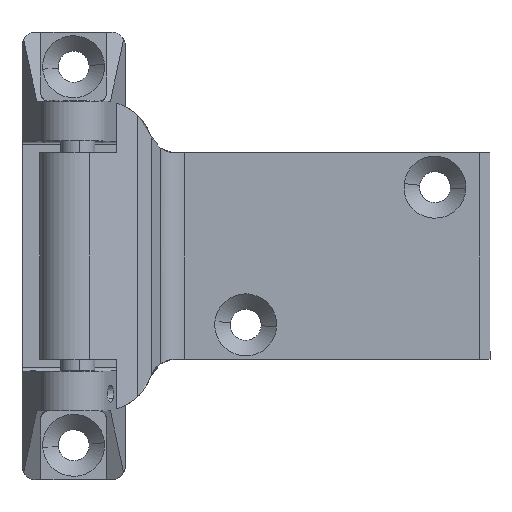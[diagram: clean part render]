
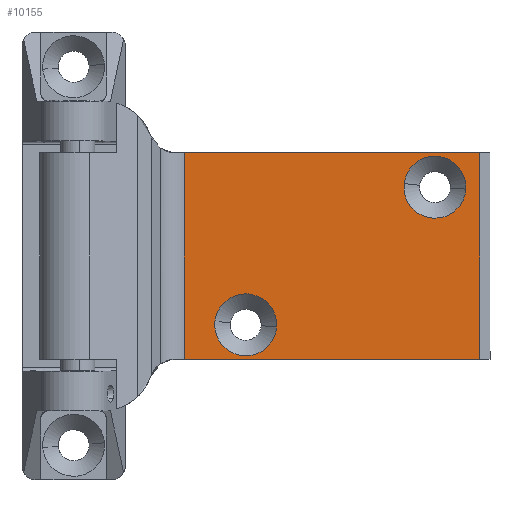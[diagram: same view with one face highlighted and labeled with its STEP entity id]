
A CAD part, front view. The second image highlights one B-rep face of the part: STEP entity #10155.
In plain terms, the highlighted free-form (B-spline) face has degree [1, 1] with [2, 2] control points.
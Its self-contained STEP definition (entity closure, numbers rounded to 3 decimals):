
#6434=CARTESIAN_POINT('',(96.063,9.8,21.062));
#6435=VERTEX_POINT('',#6434);
#6441=CARTESIAN_POINT('',(105.,9.8,11.));
#6442=VERTEX_POINT('',#6441);
#6443=CARTESIAN_POINT('',(96.063,9.8,21.062));
#6444=CARTESIAN_POINT('',(96.,9.8,20.533));
#6445=CARTESIAN_POINT('',(96.,9.8,20.));
#6446=CARTESIAN_POINT('',(96.,9.8,11.));
#6447=CARTESIAN_POINT('',(105.,9.8,11.));
#6455=(BOUNDED_CURVE()B_SPLINE_CURVE(2,(#6443,#6444,#6445,#6446,#6447),.UNSPECIFIED.,.F.,.U.)B_SPLINE_CURVE_WITH_KNOTS((3,2,3),(0.23,0.25,0.5),.UNSPECIFIED.)CURVE()GEOMETRIC_REPRESENTATION_ITEM()RATIONAL_B_SPLINE_CURVE((0.956,0.976,1.0,0.707,1.0))REPRESENTATION_ITEM(''));
#6456=EDGE_CURVE('',#6435,#6442,#6455,.T.);
#6458=CARTESIAN_POINT('',(113.983,9.8,19.451));
#6459=VERTEX_POINT('',#6458);
#6460=CARTESIAN_POINT('',(105.,9.8,11.));
#6461=CARTESIAN_POINT('',(113.466,9.8,11.));
#6462=CARTESIAN_POINT('',(113.983,9.8,19.451));
#6470=(BOUNDED_CURVE()B_SPLINE_CURVE(2,(#6460,#6461,#6462),.UNSPECIFIED.,.F.,.U.)B_SPLINE_CURVE_WITH_KNOTS((3,3),(0.5,0.739),.UNSPECIFIED.)CURVE()GEOMETRIC_REPRESENTATION_ITEM()RATIONAL_B_SPLINE_CURVE((1.0,0.72,0.976))REPRESENTATION_ITEM(''));
#6471=EDGE_CURVE('',#6442,#6459,#6470,.T.);
#6505=CARTESIAN_POINT('',(105.,9.8,29.));
#6506=VERTEX_POINT('',#6505);
#6507=CARTESIAN_POINT('',(113.983,9.8,19.451));
#6508=CARTESIAN_POINT('',(114.,9.8,19.725));
#6509=CARTESIAN_POINT('',(114.,9.8,20.));
#6510=CARTESIAN_POINT('',(114.,9.8,29.));
#6511=CARTESIAN_POINT('',(105.,9.8,29.));
#6519=(BOUNDED_CURVE()B_SPLINE_CURVE(2,(#6507,#6508,#6509,#6510,#6511),.UNSPECIFIED.,.F.,.U.)B_SPLINE_CURVE_WITH_KNOTS((3,2,3),(0.739,0.75,1.0),.UNSPECIFIED.)CURVE()GEOMETRIC_REPRESENTATION_ITEM()RATIONAL_B_SPLINE_CURVE((0.976,0.988,1.0,0.707,1.0))REPRESENTATION_ITEM(''));
#6520=EDGE_CURVE('',#6459,#6506,#6519,.T.);
#6522=CARTESIAN_POINT('',(105.,9.8,29.));
#6523=CARTESIAN_POINT('',(97.006,9.8,29.));
#6524=CARTESIAN_POINT('',(96.063,9.8,21.062));
#6532=(BOUNDED_CURVE()B_SPLINE_CURVE(2,(#6522,#6523,#6524),.UNSPECIFIED.,.F.,.U.)B_SPLINE_CURVE_WITH_KNOTS((3,3),(0.0,0.23),.UNSPECIFIED.)CURVE()GEOMETRIC_REPRESENTATION_ITEM()RATIONAL_B_SPLINE_CURVE((1.0,0.731,0.956))REPRESENTATION_ITEM(''));
#6533=EDGE_CURVE('',#6506,#6435,#6532,.T.);
#6778=CARTESIAN_POINT('',(41.063,9.8,-18.938));
#6779=VERTEX_POINT('',#6778);
#6785=CARTESIAN_POINT('',(50.,9.8,-29.));
#6786=VERTEX_POINT('',#6785);
#6787=CARTESIAN_POINT('',(41.063,9.8,-18.938));
#6788=CARTESIAN_POINT('',(41.,9.8,-19.467));
#6789=CARTESIAN_POINT('',(41.,9.8,-20.));
#6790=CARTESIAN_POINT('',(41.,9.8,-29.));
#6791=CARTESIAN_POINT('',(50.,9.8,-29.));
#6799=(BOUNDED_CURVE()B_SPLINE_CURVE(2,(#6787,#6788,#6789,#6790,#6791),.UNSPECIFIED.,.F.,.U.)B_SPLINE_CURVE_WITH_KNOTS((3,2,3),(0.23,0.25,0.5),.UNSPECIFIED.)CURVE()GEOMETRIC_REPRESENTATION_ITEM()RATIONAL_B_SPLINE_CURVE((0.956,0.976,1.0,0.707,1.0))REPRESENTATION_ITEM(''));
#6800=EDGE_CURVE('',#6779,#6786,#6799,.T.);
#6802=CARTESIAN_POINT('',(58.983,9.8,-20.549));
#6803=VERTEX_POINT('',#6802);
#6804=CARTESIAN_POINT('',(50.,9.8,-29.));
#6805=CARTESIAN_POINT('',(58.466,9.8,-29.));
#6806=CARTESIAN_POINT('',(58.983,9.8,-20.549));
#6814=(BOUNDED_CURVE()B_SPLINE_CURVE(2,(#6804,#6805,#6806),.UNSPECIFIED.,.F.,.U.)B_SPLINE_CURVE_WITH_KNOTS((3,3),(0.5,0.739),.UNSPECIFIED.)CURVE()GEOMETRIC_REPRESENTATION_ITEM()RATIONAL_B_SPLINE_CURVE((1.0,0.72,0.976))REPRESENTATION_ITEM(''));
#6815=EDGE_CURVE('',#6786,#6803,#6814,.T.);
#6849=CARTESIAN_POINT('',(50.,9.8,-11.));
#6850=VERTEX_POINT('',#6849);
#6851=CARTESIAN_POINT('',(58.983,9.8,-20.549));
#6852=CARTESIAN_POINT('',(59.,9.8,-20.275));
#6853=CARTESIAN_POINT('',(59.,9.8,-20.));
#6854=CARTESIAN_POINT('',(59.,9.8,-11.));
#6855=CARTESIAN_POINT('',(50.,9.8,-11.));
#6863=(BOUNDED_CURVE()B_SPLINE_CURVE(2,(#6851,#6852,#6853,#6854,#6855),.UNSPECIFIED.,.F.,.U.)B_SPLINE_CURVE_WITH_KNOTS((3,2,3),(0.739,0.75,1.0),.UNSPECIFIED.)CURVE()GEOMETRIC_REPRESENTATION_ITEM()RATIONAL_B_SPLINE_CURVE((0.976,0.988,1.0,0.707,1.0))REPRESENTATION_ITEM(''));
#6864=EDGE_CURVE('',#6803,#6850,#6863,.T.);
#6866=CARTESIAN_POINT('',(50.,9.8,-11.));
#6867=CARTESIAN_POINT('',(42.006,9.8,-11.));
#6868=CARTESIAN_POINT('',(41.063,9.8,-18.938));
#6876=(BOUNDED_CURVE()B_SPLINE_CURVE(2,(#6866,#6867,#6868),.UNSPECIFIED.,.F.,.U.)B_SPLINE_CURVE_WITH_KNOTS((3,3),(0.0,0.23),.UNSPECIFIED.)CURVE()GEOMETRIC_REPRESENTATION_ITEM()RATIONAL_B_SPLINE_CURVE((1.0,0.731,0.956))REPRESENTATION_ITEM(''));
#6877=EDGE_CURVE('',#6850,#6779,#6876,.T.);
#9431=CARTESIAN_POINT('',(32.1,9.8,30.));
#9432=VERTEX_POINT('',#9431);
#9446=CARTESIAN_POINT('',(118.,9.8,30.));
#9447=VERTEX_POINT('',#9446);
#9448=CARTESIAN_POINT('',(32.1,9.8,30.));
#9449=CARTESIAN_POINT('',(118.,9.8,30.));
#9450=QUASI_UNIFORM_CURVE('',1,(#9448,#9449),.UNSPECIFIED.,.F.,.U.);
#9451=EDGE_CURVE('',#9432,#9447,#9450,.T.);
#9689=CARTESIAN_POINT('',(118.,9.8,-30.));
#9690=VERTEX_POINT('',#9689);
#9691=CARTESIAN_POINT('',(32.1,9.8,-30.));
#9692=VERTEX_POINT('',#9691);
#9693=CARTESIAN_POINT('',(118.,9.8,-30.));
#9694=CARTESIAN_POINT('',(32.1,9.8,-30.));
#9695=QUASI_UNIFORM_CURVE('',1,(#9693,#9694),.UNSPECIFIED.,.F.,.U.);
#9696=EDGE_CURVE('',#9690,#9692,#9695,.T.);
#9897=CARTESIAN_POINT('',(118.,9.8,30.));
#9898=CARTESIAN_POINT('',(118.,9.8,-30.));
#9899=QUASI_UNIFORM_CURVE('',1,(#9897,#9898),.UNSPECIFIED.,.F.,.U.);
#9900=EDGE_CURVE('',#9447,#9690,#9899,.T.);
#9922=CARTESIAN_POINT('',(32.1,9.8,30.));
#9923=CARTESIAN_POINT('',(32.1,9.8,-30.));
#9924=QUASI_UNIFORM_CURVE('',1,(#9922,#9923),.UNSPECIFIED.,.F.,.U.);
#9925=EDGE_CURVE('',#9432,#9692,#9924,.T.);
#10132=CARTESIAN_POINT('',(27.809,9.8,-32.997));
#10133=CARTESIAN_POINT('',(27.809,9.8,32.997));
#10134=CARTESIAN_POINT('',(122.291,9.8,-32.997));
#10135=CARTESIAN_POINT('',(122.291,9.8,32.997));
#10136=B_SPLINE_SURFACE_WITH_KNOTS('',1,1,((#10132,#10134),(#10133,#10135)),.UNSPECIFIED.,.F.,.F.,.U.,(2,2),(2,2),(0.0,65.994),(0.0,94.481),.UNSPECIFIED.);
#10137=ORIENTED_EDGE('',*,*,#9925,.T.);
#10138=ORIENTED_EDGE('',*,*,#9696,.F.);
#10139=ORIENTED_EDGE('',*,*,#9900,.F.);
#10140=ORIENTED_EDGE('',*,*,#9451,.F.);
#10141=EDGE_LOOP('',(#10137,#10138,#10139,#10140));
#10142=FACE_OUTER_BOUND('',#10141,.T.);
#10143=ORIENTED_EDGE('',*,*,#6815,.F.);
#10144=ORIENTED_EDGE('',*,*,#6800,.F.);
#10145=ORIENTED_EDGE('',*,*,#6877,.F.);
#10146=ORIENTED_EDGE('',*,*,#6864,.F.);
#10147=EDGE_LOOP('',(#10143,#10144,#10145,#10146));
#10148=FACE_BOUND('',#10147,.T.);
#10149=ORIENTED_EDGE('',*,*,#6471,.F.);
#10150=ORIENTED_EDGE('',*,*,#6456,.F.);
#10151=ORIENTED_EDGE('',*,*,#6533,.F.);
#10152=ORIENTED_EDGE('',*,*,#6520,.F.);
#10153=EDGE_LOOP('',(#10149,#10150,#10151,#10152));
#10154=FACE_BOUND('',#10153,.T.);
#10155=ADVANCED_FACE('',(#10142,#10148,#10154),#10136,.F.);
